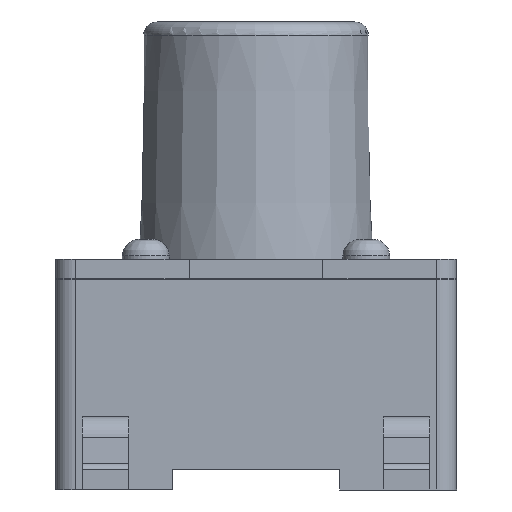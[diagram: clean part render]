
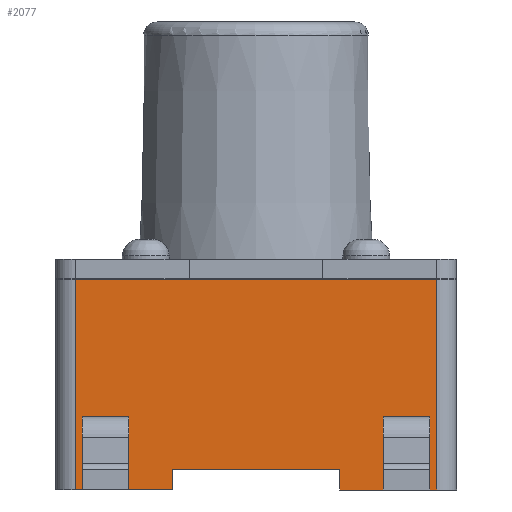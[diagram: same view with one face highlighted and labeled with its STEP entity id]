
A CAD part, front view. The second image highlights one B-rep face of the part: STEP entity #2077.
In plain terms, the highlighted planar face has unit normal (0, -1, 0).
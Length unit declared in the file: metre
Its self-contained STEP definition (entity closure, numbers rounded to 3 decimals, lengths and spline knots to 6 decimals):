
#22=FACE_BOUND('',#254,.T.);
#23=FACE_BOUND('',#255,.T.);
#140=FACE_OUTER_BOUND('',#253,.T.);
#253=EDGE_LOOP('',(#1345,#1346,#1347,#1348,#1349,#1350,#1351,#1352));
#254=EDGE_LOOP('',(#1353,#1354,#1355,#1356));
#255=EDGE_LOOP('',(#1357,#1358,#1359,#1360));
#393=LINE('',#3024,#614);
#400=LINE('',#3045,#621);
#404=LINE('',#3055,#625);
#405=LINE('',#3057,#626);
#406=LINE('',#3059,#627);
#407=LINE('',#3060,#628);
#408=LINE('',#3062,#629);
#409=LINE('',#3063,#630);
#410=LINE('',#3066,#631);
#411=LINE('',#3068,#632);
#412=LINE('',#3070,#633);
#413=LINE('',#3071,#634);
#414=LINE('',#3074,#635);
#415=LINE('',#3076,#636);
#416=LINE('',#3078,#637);
#417=LINE('',#3079,#638);
#614=VECTOR('',#2418,1.);
#621=VECTOR('',#2437,1.);
#625=VECTOR('',#2445,1.);
#626=VECTOR('',#2446,1.);
#627=VECTOR('',#2447,1.);
#628=VECTOR('',#2448,1.);
#629=VECTOR('',#2449,1.);
#630=VECTOR('',#2450,1.);
#631=VECTOR('',#2451,1.);
#632=VECTOR('',#2452,1.);
#633=VECTOR('',#2453,1.);
#634=VECTOR('',#2454,1.);
#635=VECTOR('',#2455,1.);
#636=VECTOR('',#2456,1.);
#637=VECTOR('',#2457,1.);
#638=VECTOR('',#2458,1.);
#836=VERTEX_POINT('',#3021);
#837=VERTEX_POINT('',#3023);
#844=VERTEX_POINT('',#3043);
#845=VERTEX_POINT('',#3044);
#849=VERTEX_POINT('',#3054);
#850=VERTEX_POINT('',#3056);
#851=VERTEX_POINT('',#3058);
#852=VERTEX_POINT('',#3061);
#853=VERTEX_POINT('',#3064);
#854=VERTEX_POINT('',#3065);
#855=VERTEX_POINT('',#3067);
#856=VERTEX_POINT('',#3069);
#857=VERTEX_POINT('',#3072);
#858=VERTEX_POINT('',#3073);
#859=VERTEX_POINT('',#3075);
#860=VERTEX_POINT('',#3077);
#1033=EDGE_CURVE('',#837,#836,#393,.T.);
#1043=EDGE_CURVE('',#844,#845,#400,.T.);
#1048=EDGE_CURVE('',#849,#837,#404,.T.);
#1049=EDGE_CURVE('',#836,#850,#405,.T.);
#1050=EDGE_CURVE('',#850,#851,#406,.T.);
#1051=EDGE_CURVE('',#844,#851,#407,.T.);
#1052=EDGE_CURVE('',#852,#845,#408,.T.);
#1053=EDGE_CURVE('',#852,#849,#409,.T.);
#1054=EDGE_CURVE('',#853,#854,#410,.T.);
#1055=EDGE_CURVE('',#855,#854,#411,.T.);
#1056=EDGE_CURVE('',#856,#855,#412,.T.);
#1057=EDGE_CURVE('',#856,#853,#413,.T.);
#1058=EDGE_CURVE('',#857,#858,#414,.T.);
#1059=EDGE_CURVE('',#857,#859,#415,.T.);
#1060=EDGE_CURVE('',#859,#860,#416,.T.);
#1061=EDGE_CURVE('',#858,#860,#417,.T.);
#1345=ORIENTED_EDGE('',*,*,#1048,.T.);
#1346=ORIENTED_EDGE('',*,*,#1033,.T.);
#1347=ORIENTED_EDGE('',*,*,#1049,.T.);
#1348=ORIENTED_EDGE('',*,*,#1050,.T.);
#1349=ORIENTED_EDGE('',*,*,#1051,.F.);
#1350=ORIENTED_EDGE('',*,*,#1043,.T.);
#1351=ORIENTED_EDGE('',*,*,#1052,.F.);
#1352=ORIENTED_EDGE('',*,*,#1053,.T.);
#1353=ORIENTED_EDGE('',*,*,#1054,.T.);
#1354=ORIENTED_EDGE('',*,*,#1055,.F.);
#1355=ORIENTED_EDGE('',*,*,#1056,.F.);
#1356=ORIENTED_EDGE('',*,*,#1057,.T.);
#1357=ORIENTED_EDGE('',*,*,#1058,.F.);
#1358=ORIENTED_EDGE('',*,*,#1059,.T.);
#1359=ORIENTED_EDGE('',*,*,#1060,.T.);
#1360=ORIENTED_EDGE('',*,*,#1061,.F.);
#1892=PLANE('',#2208);
#2077=ADVANCED_FACE('',(#140,#22,#23),#1892,.T.);
#2208=AXIS2_PLACEMENT_3D('',#3053,#2443,#2444);
#2418=DIRECTION('',(1.,0.,0.));
#2437=DIRECTION('',(1.,0.,0.));
#2443=DIRECTION('center_axis',(0.,-1.,0.));
#2444=DIRECTION('ref_axis',(1.,0.,0.));
#2445=DIRECTION('',(0.,0.,-1.));
#2446=DIRECTION('',(0.,0.,1.));
#2447=DIRECTION('',(1.,0.,0.));
#2448=DIRECTION('',(0.,0.,1.));
#2449=DIRECTION('',(0.,0.,-1.));
#2450=DIRECTION('',(-1.,0.,0.));
#2451=DIRECTION('',(0.,0.,1.));
#2452=DIRECTION('',(-1.,0.,0.));
#2453=DIRECTION('',(0.,0.,1.));
#2454=DIRECTION('',(-1.,0.,0.));
#2455=DIRECTION('',(0.,0.,1.));
#2456=DIRECTION('',(-1.,0.,0.));
#2457=DIRECTION('',(0.,0.,1.));
#2458=DIRECTION('',(-1.,0.,0.));
#3021=CARTESIAN_POINT('',(-0.00125,-0.003,0.));
#3023=CARTESIAN_POINT('',(-0.0027,-0.003,0.));
#3024=CARTESIAN_POINT('',(-0.0027,-0.003,0.));
#3043=CARTESIAN_POINT('',(0.00125,-0.003,0.));
#3044=CARTESIAN_POINT('',(0.0027,-0.003,0.));
#3045=CARTESIAN_POINT('',(0.00125,-0.003,0.));
#3053=CARTESIAN_POINT('Origin',(-0.003,-0.003,0.));
#3054=CARTESIAN_POINT('',(-0.0027,-0.003,0.00315));
#3055=CARTESIAN_POINT('',(-0.0027,-0.003,0.00315));
#3056=CARTESIAN_POINT('',(-0.00125,-0.003,0.0003));
#3057=CARTESIAN_POINT('',(-0.00125,-0.003,0.));
#3058=CARTESIAN_POINT('',(0.00125,-0.003,0.0003));
#3059=CARTESIAN_POINT('',(-0.00125,-0.003,0.0003));
#3060=CARTESIAN_POINT('',(0.00125,-0.003,0.));
#3061=CARTESIAN_POINT('',(0.0027,-0.003,0.00315));
#3062=CARTESIAN_POINT('',(0.0027,-0.003,0.00315));
#3063=CARTESIAN_POINT('',(0.0027,-0.003,0.00315));
#3064=CARTESIAN_POINT('',(-0.0026,-0.003,0.0008));
#3065=CARTESIAN_POINT('',(-0.0026,-0.003,0.0011));
#3066=CARTESIAN_POINT('',(-0.0026,-0.003,0.0008));
#3067=CARTESIAN_POINT('',(-0.0019,-0.003,0.0011));
#3068=CARTESIAN_POINT('',(-0.0019,-0.003,0.0011));
#3069=CARTESIAN_POINT('',(-0.0019,-0.003,0.0008));
#3070=CARTESIAN_POINT('',(-0.0019,-0.003,0.0008));
#3071=CARTESIAN_POINT('',(-0.0019,-0.003,0.0008));
#3072=CARTESIAN_POINT('',(0.0026,-0.003,0.0008));
#3073=CARTESIAN_POINT('',(0.0026,-0.003,0.0011));
#3074=CARTESIAN_POINT('',(0.0026,-0.003,0.0008));
#3075=CARTESIAN_POINT('',(0.0019,-0.003,0.0008));
#3076=CARTESIAN_POINT('',(0.0026,-0.003,0.0008));
#3077=CARTESIAN_POINT('',(0.0019,-0.003,0.0011));
#3078=CARTESIAN_POINT('',(0.0019,-0.003,0.0008));
#3079=CARTESIAN_POINT('',(0.0026,-0.003,0.0011));
